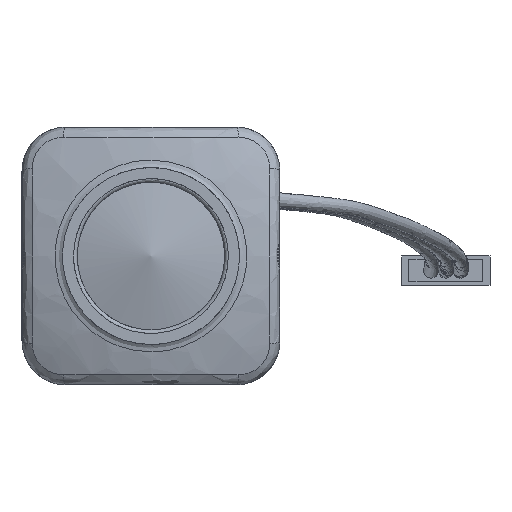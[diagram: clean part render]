
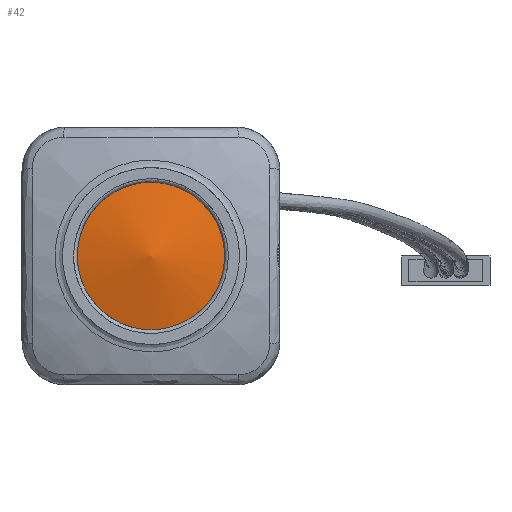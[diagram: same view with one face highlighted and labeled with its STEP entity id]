
A CAD part, front view. The second image highlights one B-rep face of the part: STEP entity #42.
In plain terms, the highlighted free-form (B-spline) face has degree [2, 2] with [3, 3] control points.
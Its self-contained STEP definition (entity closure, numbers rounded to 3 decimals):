
#42 = ADVANCED_FACE('',(#43),#57,.T.);
#43 = FACE_BOUND('',#44,.T.);
#44 = EDGE_LOOP('',(#45));
#45 = ORIENTED_EDGE('',*,*,#46,.F.);
#46 = EDGE_CURVE('',#47,#47,#49,.T.);
#47 = VERTEX_POINT('',#48);
#48 = CARTESIAN_POINT('',(0.,-16.227,
    -8.114));
#49 = ( BOUNDED_CURVE() B_SPLINE_CURVE(2,(#50,#51,#52,#53,#54,#55,#56),
.UNSPECIFIED.,.T.,.F.) B_SPLINE_CURVE_WITH_KNOTS((3,2,2,3),(
    1.571,3.665,5.76,7.854),
.PIECEWISE_BEZIER_KNOTS.) CURVE() GEOMETRIC_REPRESENTATION_ITEM() 
RATIONAL_B_SPLINE_CURVE((1.,0.5,1.,0.5,1.,0.5,1.)) REPRESENTATION_ITEM(
  '') );
#50 = CARTESIAN_POINT('',(0.,-16.227,
    -8.114));
#51 = CARTESIAN_POINT('',(-14.053,-16.227,
    -8.114));
#52 = CARTESIAN_POINT('',(-7.027,-16.227,4.057
    ));
#53 = CARTESIAN_POINT('',(0.,-16.227,
    16.227));
#54 = CARTESIAN_POINT('',(7.027,-16.227,4.057)
  );
#55 = CARTESIAN_POINT('',(14.053,-16.227,
    -8.114));
#56 = CARTESIAN_POINT('',(0.,-16.227,
    -8.114));
#57 = ( BOUNDED_SURFACE() B_SPLINE_SURFACE(2,2,(
    (#58,#59,#60)
    ,(#61,#62,#63)
    ,(#64,#65,#66
)),.UNSPECIFIED.,.F.,.F.,.F.) B_SPLINE_SURFACE_WITH_KNOTS((3,3),(3,3),(
    4.316,5.108),(-0.395,0.401),
.PIECEWISE_BEZIER_KNOTS.) GEOMETRIC_REPRESENTATION_ITEM() 
RATIONAL_B_SPLINE_SURFACE((
    (1.,0.922,1.)
    ,(0.923,0.851,0.923)
,(1.,0.922,1.))) REPRESENTATION_ITEM('') SURFACE() );
#58 = CARTESIAN_POINT('',(-7.51,-14.719,
    -8.119));
#59 = CARTESIAN_POINT('',(-8.826,-17.866,
    0.063));
#60 = CARTESIAN_POINT('',(-7.493,-14.677,8.225
    ));
#61 = CARTESIAN_POINT('',(0.,-17.859,
    -8.119));
#62 = CARTESIAN_POINT('',(0.,-21.556,
    0.063));
#63 = CARTESIAN_POINT('',(0.,-17.81,
    8.225));
#64 = CARTESIAN_POINT('',(7.51,-14.719,-8.119
    ));
#65 = CARTESIAN_POINT('',(8.826,-17.866,
    0.063));
#66 = CARTESIAN_POINT('',(7.493,-14.677,8.225)
  );
